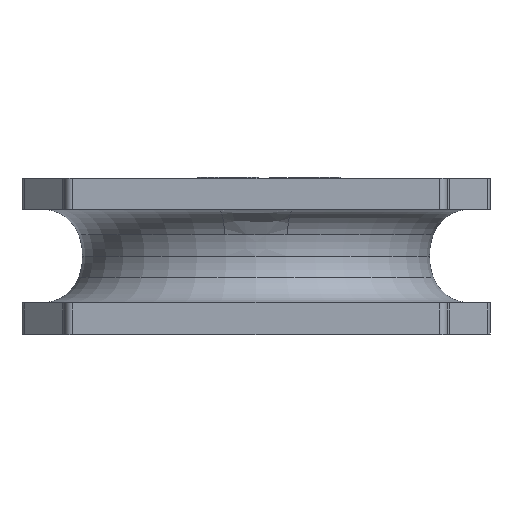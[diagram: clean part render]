
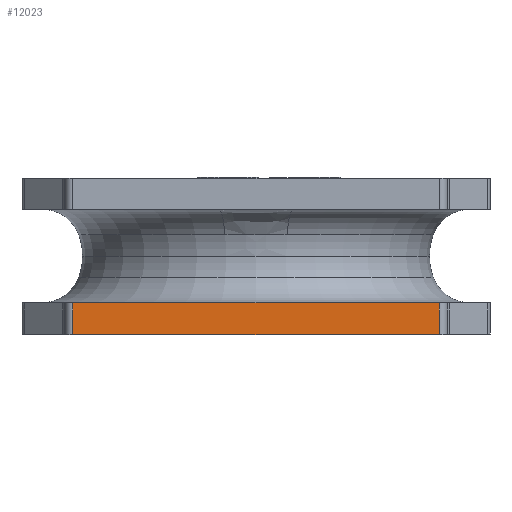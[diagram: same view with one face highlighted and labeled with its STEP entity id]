
A CAD part, front view. The second image highlights one B-rep face of the part: STEP entity #12023.
In plain terms, the highlighted planar face has unit normal (0, -1, 0).
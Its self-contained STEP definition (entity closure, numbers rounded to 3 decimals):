
#603 = ORIENTED_EDGE ( 'NONE', *, *, #9237, .F. ) ;
#697 = EDGE_CURVE ( 'NONE', #13406, #5173, #13312, .T. ) ;
#868 = EDGE_CURVE ( 'NONE', #13406, #12847, #5442, .T. ) ;
#936 = LINE ( 'NONE', #5313, #13990 ) ;
#977 = ORIENTED_EDGE ( 'NONE', *, *, #11283, .F. ) ;
#1777 = ORIENTED_EDGE ( 'NONE', *, *, #868, .F. ) ;
#2002 = DIRECTION ( 'NONE',  ( 0., 0., -1. ) ) ;
#2236 = DIRECTION ( 'NONE',  ( -1., 0., 0. ) ) ;
#2506 = CARTESIAN_POINT ( 'NONE',  ( -2.35, -3., -0.01 ) ) ;
#2597 = DIRECTION ( 'NONE',  ( 0., 0., -1. ) ) ;
#4045 = CARTESIAN_POINT ( 'NONE',  ( 2.35, -3., 0.4 ) ) ;
#4290 = DIRECTION ( 'NONE',  ( 0., 0., 1. ) ) ;
#4867 = VECTOR ( 'NONE', #9673, 1000. ) ;
#5173 = VERTEX_POINT ( 'NONE', #2506 ) ;
#5214 = LINE ( 'NONE', #9586, #9181 ) ;
#5216 = AXIS2_PLACEMENT_3D ( 'NONE', #13223, #14170, #4290 ) ;
#5313 = CARTESIAN_POINT ( 'NONE',  ( 2.35, -3., -0.01 ) ) ;
#5442 = LINE ( 'NONE', #7651, #4867 ) ;
#7497 = FACE_OUTER_BOUND ( 'NONE', #9919, .T. ) ;
#7571 = PLANE ( 'NONE',  #5216 ) ;
#7651 = CARTESIAN_POINT ( 'NONE',  ( 0., -3., 0.4 ) ) ;
#9108 = CARTESIAN_POINT ( 'NONE',  ( -2.35, -3., 0.4 ) ) ;
#9171 = CARTESIAN_POINT ( 'NONE',  ( -2.35, -3., 0.4 ) ) ;
#9181 = VECTOR ( 'NONE', #2002, 1000. ) ;
#9237 = EDGE_CURVE ( 'NONE', #13889, #5173, #936, .T. ) ;
#9586 = CARTESIAN_POINT ( 'NONE',  ( 2.35, -3., 0.4 ) ) ;
#9673 = DIRECTION ( 'NONE',  ( 1., 0., 0. ) ) ;
#9919 = EDGE_LOOP ( 'NONE', ( #13452, #603, #977, #1777 ) ) ;
#10605 = VECTOR ( 'NONE', #2597, 1000. ) ;
#11283 = EDGE_CURVE ( 'NONE', #12847, #13889, #5214, .T. ) ;
#12023 = ADVANCED_FACE ( 'NONE', ( #7497 ), #7571, .F. ) ;
#12600 = CARTESIAN_POINT ( 'NONE',  ( 2.35, -3., -0.01 ) ) ;
#12847 = VERTEX_POINT ( 'NONE', #4045 ) ;
#13223 = CARTESIAN_POINT ( 'NONE',  ( 0., -3., 0.4 ) ) ;
#13312 = LINE ( 'NONE', #9108, #10605 ) ;
#13406 = VERTEX_POINT ( 'NONE', #9171 ) ;
#13452 = ORIENTED_EDGE ( 'NONE', *, *, #697, .T. ) ;
#13889 = VERTEX_POINT ( 'NONE', #12600 ) ;
#13990 = VECTOR ( 'NONE', #2236, 1000. ) ;
#14170 = DIRECTION ( 'NONE',  ( 0., 1., 0. ) ) ;
